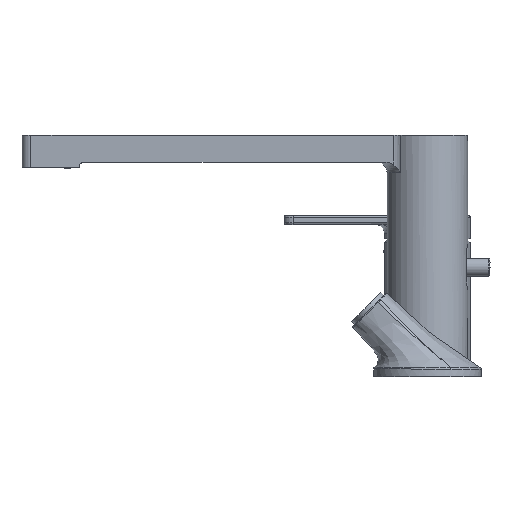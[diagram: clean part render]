
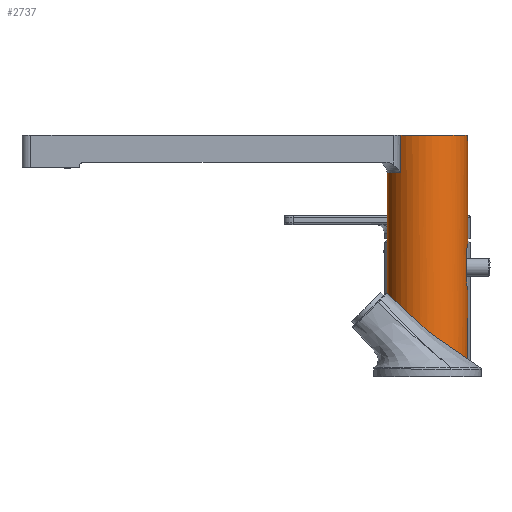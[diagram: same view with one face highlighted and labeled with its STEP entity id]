
A CAD part, left-side view. The second image highlights one B-rep face of the part: STEP entity #2737.
In plain terms, the highlighted cylindrical face has radius 22.5 mm (diameter 45 mm), a full revolution.
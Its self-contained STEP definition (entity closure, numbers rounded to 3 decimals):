
#131=B_SPLINE_CURVE_WITH_KNOTS('',3,(#11283,#11284,#11285,#11286,#11287,
#11288,#11289,#11290,#11291,#11292,#11293,#11294,#11295,#11296,#11297,#11298,
#11299,#11300),.UNSPECIFIED.,.F.,.F.,(4,2,2,2,2,2,2,2,4),(-3.329,
-3.121,-2.913,-2.705,-2.497,
-2.289,-2.081,-1.873,-1.665),
 .UNSPECIFIED.);
#132=B_SPLINE_CURVE_WITH_KNOTS('',3,(#11305,#11306,#11307,#11308,#11309,
#11310,#11311,#11312,#11313,#11314,#11315,#11316,#11317,#11318,#11319,#11320,
#11321,#11322),.UNSPECIFIED.,.F.,.F.,(4,2,2,2,2,2,2,2,4),(0.,0.208,
0.416,0.624,0.832,1.04,
1.249,1.457,1.665),.UNSPECIFIED.);
#237=FACE_BOUND('',#649,.T.);
#459=FACE_OUTER_BOUND('',#648,.T.);
#648=EDGE_LOOP('',(#2458,#2459,#2460,#2461,#2462,#2463,#2464,#2465));
#649=EDGE_LOOP('',(#2466,#2467,#2468,#2469));
#805=LINE('',#11326,#959);
#806=LINE('',#11328,#960);
#807=LINE('',#11331,#961);
#808=LINE('',#11332,#962);
#809=LINE('',#11333,#963);
#959=VECTOR('',#4037,22.5);
#960=VECTOR('',#4038,21.);
#961=VECTOR('',#4041,21.);
#962=VECTOR('',#4042,14.);
#963=VECTOR('',#4043,14.);
#1126=CIRCLE('',#3177,22.5);
#1131=CIRCLE('',#3184,22.5);
#1132=CIRCLE('',#3185,22.5);
#1141=CIRCLE('',#3203,22.5);
#1354=VERTEX_POINT('',#11217);
#1363=VERTEX_POINT('',#11236);
#1364=VERTEX_POINT('',#11238);
#1365=VERTEX_POINT('',#11240);
#1379=VERTEX_POINT('',#11280);
#1380=VERTEX_POINT('',#11282);
#1381=VERTEX_POINT('',#11303);
#1382=VERTEX_POINT('',#11304);
#1383=VERTEX_POINT('',#11327);
#1384=VERTEX_POINT('',#11329);
#1718=EDGE_CURVE('',#1354,#1354,#1126,.T.);
#1727=EDGE_CURVE('',#1364,#1363,#1131,.T.);
#1728=EDGE_CURVE('',#1365,#1364,#1132,.T.);
#1749=EDGE_CURVE('',#1379,#1380,#131,.T.);
#1751=EDGE_CURVE('',#1381,#1382,#132,.F.);
#1754=EDGE_CURVE('',#1354,#1364,#805,.T.);
#1755=EDGE_CURVE('',#1383,#1363,#806,.T.);
#1756=EDGE_CURVE('',#1383,#1384,#1141,.T.);
#1757=EDGE_CURVE('',#1384,#1365,#807,.T.);
#1758=EDGE_CURVE('',#1382,#1379,#808,.T.);
#1759=EDGE_CURVE('',#1381,#1380,#809,.T.);
#2458=ORIENTED_EDGE('',*,*,#1718,.F.);
#2459=ORIENTED_EDGE('',*,*,#1754,.T.);
#2460=ORIENTED_EDGE('',*,*,#1727,.T.);
#2461=ORIENTED_EDGE('',*,*,#1755,.F.);
#2462=ORIENTED_EDGE('',*,*,#1756,.T.);
#2463=ORIENTED_EDGE('',*,*,#1757,.T.);
#2464=ORIENTED_EDGE('',*,*,#1728,.T.);
#2465=ORIENTED_EDGE('',*,*,#1754,.F.);
#2466=ORIENTED_EDGE('',*,*,#1749,.F.);
#2467=ORIENTED_EDGE('',*,*,#1758,.F.);
#2468=ORIENTED_EDGE('',*,*,#1751,.F.);
#2469=ORIENTED_EDGE('',*,*,#1759,.T.);
#2575=CYLINDRICAL_SURFACE('',#3202,22.5);
#2737=ADVANCED_FACE('',(#459,#237),#2575,.T.);
#3177=AXIS2_PLACEMENT_3D('',#11218,#3967,#3968);
#3184=AXIS2_PLACEMENT_3D('',#11239,#3985,#3986);
#3185=AXIS2_PLACEMENT_3D('',#11241,#3987,#3988);
#3202=AXIS2_PLACEMENT_3D('',#11325,#4035,#4036);
#3203=AXIS2_PLACEMENT_3D('',#11330,#4039,#4040);
#3967=DIRECTION('center_axis',(0.,0.,
-1.));
#3968=DIRECTION('ref_axis',(0.,-1.,0.));
#3985=DIRECTION('center_axis',(0.,0.,
-1.));
#3986=DIRECTION('ref_axis',(0.754,0.656,0.));
#3987=DIRECTION('center_axis',(0.,0.,
-1.));
#3988=DIRECTION('ref_axis',(0.754,0.656,0.));
#4035=DIRECTION('center_axis',(0.,0.,
-1.));
#4036=DIRECTION('ref_axis',(-1.,0.,0.));
#4037=DIRECTION('',(0.,0.,1.));
#4038=DIRECTION('',(0.,0.,1.));
#4039=DIRECTION('center_axis',(0.,0.,
-1.));
#4040=DIRECTION('ref_axis',(0.,1.,0.));
#4041=DIRECTION('',(0.,0.,1.));
#4042=DIRECTION('',(0.,0.,-1.));
#4043=DIRECTION('',(0.,0.,-1.));
#11217=CARTESIAN_POINT('',(45.015,-3.813,2.487));
#11218=CARTESIAN_POINT('Origin',(22.515,-3.813,2.487));
#11236=CARTESIAN_POINT('',(5.541,10.956,132.487));
#11238=CARTESIAN_POINT('',(45.015,-3.813,132.487));
#11239=CARTESIAN_POINT('Origin',(22.515,-3.813,132.487));
#11240=CARTESIAN_POINT('',(39.489,10.956,132.487));
#11241=CARTESIAN_POINT('Origin',(22.515,-3.813,132.487));
#11280=CARTESIAN_POINT('',(17.015,-25.631,51.987));
#11282=CARTESIAN_POINT('',(28.015,-25.631,51.987));
#11283=CARTESIAN_POINT('Ctrl Pts',(17.015,-25.631,51.987));
#11284=CARTESIAN_POINT('Ctrl Pts',(17.015,-25.631,51.293));
#11285=CARTESIAN_POINT('Ctrl Pts',(17.154,-25.667,50.555));
#11286=CARTESIAN_POINT('Ctrl Pts',(17.716,-25.797,49.201));
#11287=CARTESIAN_POINT('Ctrl Pts',(18.139,-25.889,48.585));
#11288=CARTESIAN_POINT('Ctrl Pts',(19.113,-26.06,47.611));
#11289=CARTESIAN_POINT('Ctrl Pts',(19.729,-26.151,47.188));
#11290=CARTESIAN_POINT('Ctrl Pts',(21.084,-26.278,46.626));
#11291=CARTESIAN_POINT('Ctrl Pts',(21.821,-26.313,46.487));
#11292=CARTESIAN_POINT('Ctrl Pts',(23.209,-26.313,46.487));
#11293=CARTESIAN_POINT('Ctrl Pts',(23.947,-26.278,46.626));
#11294=CARTESIAN_POINT('Ctrl Pts',(25.301,-26.151,47.188));
#11295=CARTESIAN_POINT('Ctrl Pts',(25.917,-26.06,47.611));
#11296=CARTESIAN_POINT('Ctrl Pts',(26.891,-25.889,48.585));
#11297=CARTESIAN_POINT('Ctrl Pts',(27.314,-25.797,49.201));
#11298=CARTESIAN_POINT('Ctrl Pts',(27.876,-25.667,50.555));
#11299=CARTESIAN_POINT('Ctrl Pts',(28.015,-25.631,51.293));
#11300=CARTESIAN_POINT('Ctrl Pts',(28.015,-25.631,51.987));
#11303=CARTESIAN_POINT('',(28.015,-25.631,65.987));
#11304=CARTESIAN_POINT('',(17.015,-25.631,65.987));
#11305=CARTESIAN_POINT('Ctrl Pts',(17.015,-25.631,65.987));
#11306=CARTESIAN_POINT('Ctrl Pts',(17.015,-25.631,66.681));
#11307=CARTESIAN_POINT('Ctrl Pts',(17.154,-25.667,67.418));
#11308=CARTESIAN_POINT('Ctrl Pts',(17.716,-25.797,68.773));
#11309=CARTESIAN_POINT('Ctrl Pts',(18.139,-25.889,69.389));
#11310=CARTESIAN_POINT('Ctrl Pts',(19.113,-26.06,70.363));
#11311=CARTESIAN_POINT('Ctrl Pts',(19.729,-26.151,70.786));
#11312=CARTESIAN_POINT('Ctrl Pts',(21.084,-26.278,71.348));
#11313=CARTESIAN_POINT('Ctrl Pts',(21.821,-26.313,71.487));
#11314=CARTESIAN_POINT('Ctrl Pts',(23.209,-26.313,71.487));
#11315=CARTESIAN_POINT('Ctrl Pts',(23.947,-26.278,71.348));
#11316=CARTESIAN_POINT('Ctrl Pts',(25.301,-26.151,70.786));
#11317=CARTESIAN_POINT('Ctrl Pts',(25.917,-26.06,70.363));
#11318=CARTESIAN_POINT('Ctrl Pts',(26.891,-25.889,69.389));
#11319=CARTESIAN_POINT('Ctrl Pts',(27.314,-25.797,68.773));
#11320=CARTESIAN_POINT('Ctrl Pts',(27.876,-25.667,67.418));
#11321=CARTESIAN_POINT('Ctrl Pts',(28.015,-25.631,66.681));
#11322=CARTESIAN_POINT('Ctrl Pts',(28.015,-25.631,65.987));
#11325=CARTESIAN_POINT('Origin',(22.515,-3.813,135.087));
#11326=CARTESIAN_POINT('',(45.015,-3.813,135.087));
#11327=CARTESIAN_POINT('',(5.541,10.956,111.487));
#11328=CARTESIAN_POINT('',(5.541,10.956,111.487));
#11329=CARTESIAN_POINT('',(39.489,10.956,111.487));
#11330=CARTESIAN_POINT('Origin',(22.515,-3.813,111.487));
#11331=CARTESIAN_POINT('',(39.489,10.956,111.487));
#11332=CARTESIAN_POINT('',(17.015,-25.631,65.987));
#11333=CARTESIAN_POINT('',(28.015,-25.631,65.987));
